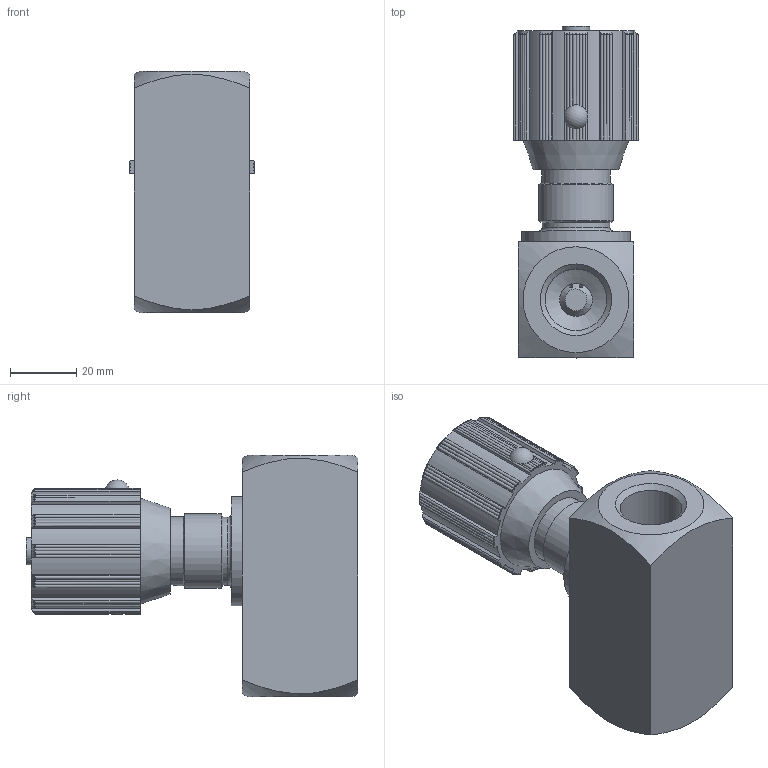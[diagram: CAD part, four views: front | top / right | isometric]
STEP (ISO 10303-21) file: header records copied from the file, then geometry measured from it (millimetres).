
FILE_DESCRIPTION(/* description */ (''),/* implementation_level */ '2;1');
FILE_NAME(/* name */ '94205-01-917-31742.stp',/* time_stamp */ '2018-01-31T10:28:12+01:00',/* author */ ('sbaus'),/* organization */ (''),/* preprocessor_version */ 'ST-DEVELOPER v17',/* originating_system */ 'Autodesk Inventor 2018',/* authorisation */ '');
FILE_SCHEMA (('AUTOMOTIVE_DESIGN { 1 0 10303 214 3 1 1 }'));
Length unit declared in the file: millimetre
Products named in the file (1): 94205-01-917-31742
Bounding box: 37.99 x 100.3 x 73 mm (x, y, z)
Volume: 110140.2 mm3; surface area: 37642.3 mm2
Topology: 1 solids, 1 shells, 407 faces, 1243 edges, 834 vertices
Faces by surface type: plane 176, cylinder 153, cone 70, bspline 4, torus 3, sphere 1
Full cylindrical faces by diameter (mm): 4 x1, 4.134 x1, 5.4 x1, 5.5 x2, 5.9 x1, 6 x2, 8 x1, 8.25 x7, 8.3 x1, 8.5 x1, 8.8 x1, 10 x1, 12.5 x1, 18.631 x2, 20.5 x1, 20.8 x2, 22.5 x1, 29.8 x1, 30 x1, 33 x1, 34 x1
Entity records: 19656 total; most frequent: CARTESIAN_POINT 8096, ORIENTED_EDGE 2500, DIRECTION 2237, EDGE_CURVE 1250, AXIS2_PLACEMENT_3D 851, VERTEX_POINT 834, LINE 535, VECTOR 535
